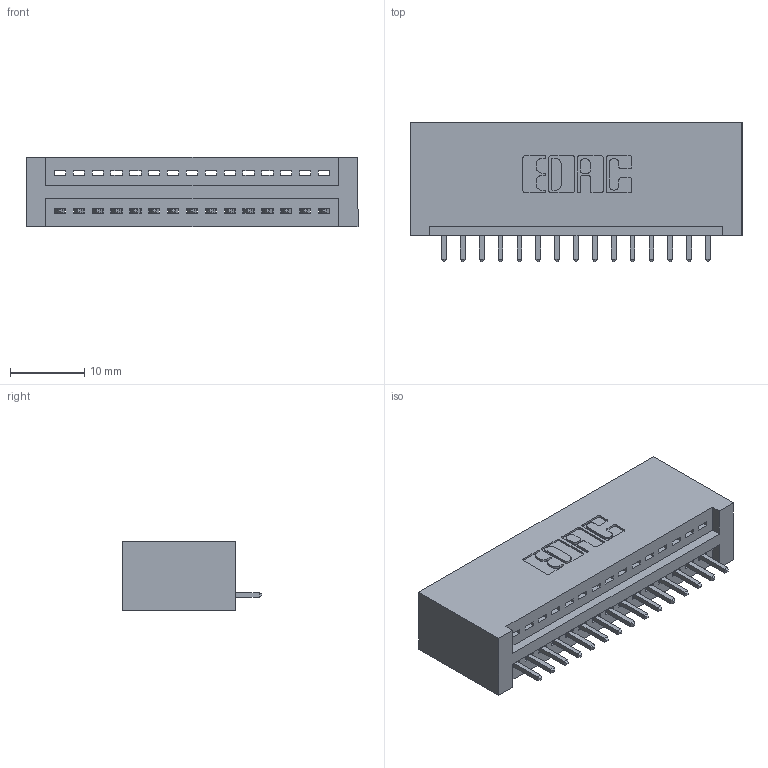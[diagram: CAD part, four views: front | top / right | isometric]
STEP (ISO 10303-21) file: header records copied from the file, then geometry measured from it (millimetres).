
FILE_DESCRIPTION (( 'STEP AP203' ), '1' );
FILE_NAME ('395-015-521-101.STEP', '2019-10-16T05:51:34', ( '' ), ( '' ), 'SwSTEP 2.0', 'SolidWorks 2016', '' );
FILE_SCHEMA (( 'CONFIG_CONTROL_DESIGN' ));
Length unit declared in the file: inch
Products named in the file (3): 345-292-001_345-293-121; 345 Part_No Mounting Lugs; 395-015-521-101
Assembly tree (16 placements, depth 2):
  395-015-521-101
    345 Part_No Mounting Lugs
    345-292-001_345-293-121  x15
Bounding box: 44.7 x 18.72 x 9.4 mm (x, y, z)
Volume: 4566.5 mm3; surface area: 5724.8 mm2
Topology: 16 solids, 16 shells, 988 faces, 2957 edges, 1950 vertices
Faces by surface type: plane 676, cylinder 312
Entity records: 14665 total; most frequent: CARTESIAN_POINT 2549, ORIENTED_EDGE 2498, DIRECTION 2259, EDGE_CURVE 1249, LINE 1065, VECTOR 1065, VERTEX_POINT 830, AXIS2_PLACEMENT_3D 597
